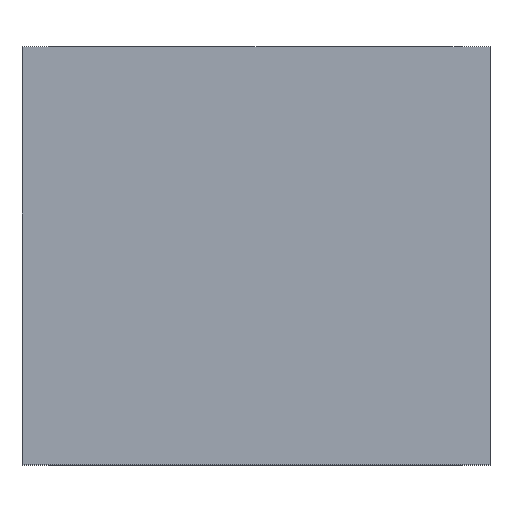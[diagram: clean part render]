
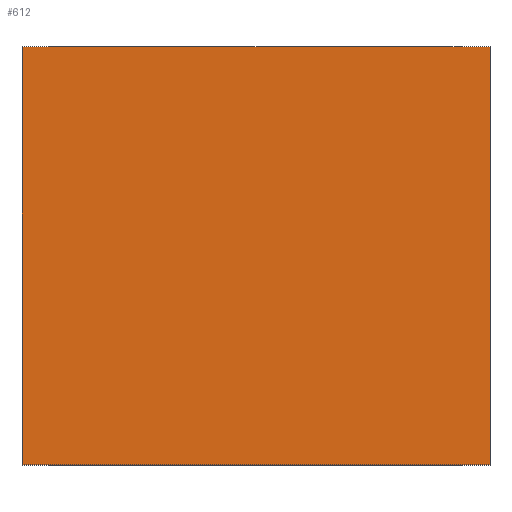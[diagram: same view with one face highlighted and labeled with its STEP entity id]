
A CAD part, top view. The second image highlights one B-rep face of the part: STEP entity #612.
In plain terms, the highlighted planar face has unit normal (0, 0, 1).
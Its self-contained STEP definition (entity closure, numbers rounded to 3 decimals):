
#44=FACE_OUTER_BOUND('',#74,.T.);
#74=EDGE_LOOP('',(#495,#496,#497,#498));
#152=LINE('',#955,#236);
#160=LINE('',#970,#244);
#161=LINE('',#972,#245);
#162=LINE('',#973,#246);
#236=VECTOR('',#784,10.);
#244=VECTOR('',#796,10.);
#245=VECTOR('',#799,10.);
#246=VECTOR('',#800,10.);
#296=VERTEX_POINT('',#952);
#297=VERTEX_POINT('',#954);
#301=VERTEX_POINT('',#966);
#302=VERTEX_POINT('',#968);
#376=EDGE_CURVE('',#296,#297,#152,.T.);
#384=EDGE_CURVE('',#301,#302,#160,.T.);
#385=EDGE_CURVE('',#296,#301,#161,.T.);
#386=EDGE_CURVE('',#297,#302,#162,.T.);
#495=ORIENTED_EDGE('',*,*,#385,.T.);
#496=ORIENTED_EDGE('',*,*,#384,.T.);
#497=ORIENTED_EDGE('',*,*,#386,.F.);
#498=ORIENTED_EDGE('',*,*,#376,.F.);
#582=PLANE('',#656);
#612=ADVANCED_FACE('',(#44),#582,.T.);
#656=AXIS2_PLACEMENT_3D('',#971,#797,#798);
#784=DIRECTION('',(0.,1.,0.));
#796=DIRECTION('',(0.,1.,0.));
#797=DIRECTION('center_axis',(0.,0.,1.));
#798=DIRECTION('ref_axis',(1.,0.,0.));
#799=DIRECTION('',(1.,0.,0.));
#800=DIRECTION('',(1.,0.,0.));
#952=CARTESIAN_POINT('',(-14.,0.,19.5));
#954=CARTESIAN_POINT('',(-14.,75.,19.5));
#955=CARTESIAN_POINT('',(-14.,0.,19.5));
#966=CARTESIAN_POINT('',(70.,0.,19.5));
#968=CARTESIAN_POINT('',(70.,75.,19.5));
#970=CARTESIAN_POINT('',(70.,0.,19.5));
#971=CARTESIAN_POINT('Origin',(-14.,0.,19.5));
#972=CARTESIAN_POINT('',(-14.,0.,19.5));
#973=CARTESIAN_POINT('',(-14.,75.,19.5));
